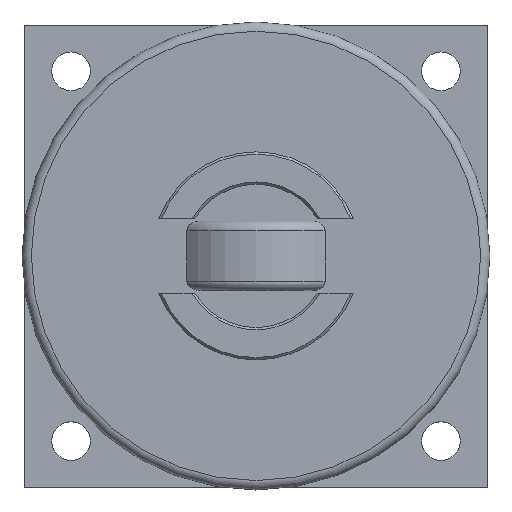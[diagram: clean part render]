
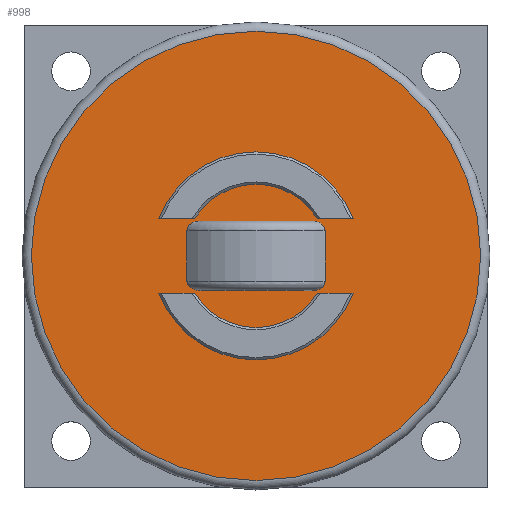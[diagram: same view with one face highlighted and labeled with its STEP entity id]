
A CAD part, top view. The second image highlights one B-rep face of the part: STEP entity #998.
In plain terms, the highlighted planar face has unit normal (0, 0, 1).
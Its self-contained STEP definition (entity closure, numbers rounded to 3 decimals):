
#54=B_SPLINE_CURVE_WITH_KNOTS('',3,(#1590,#1591,#1592,#1593,#1594,#1595,
#1596,#1597,#1598,#1599),.UNSPECIFIED.,.F.,.F.,(4,2,2,2,4),(0.,0.067,
0.144,0.24,0.36),.UNSPECIFIED.);
#55=B_SPLINE_CURVE_WITH_KNOTS('',3,(#1602,#1603,#1604,#1605,#1606,#1607,
#1608,#1609,#1610,#1611),.UNSPECIFIED.,.F.,.F.,(4,2,2,2,4),(-0.36,
-0.24,-0.144,-0.067,0.),
 .UNSPECIFIED.);
#56=B_SPLINE_CURVE_WITH_KNOTS('',3,(#1629,#1630,#1631,#1632,#1633,#1634,
#1635,#1636,#1637,#1638),.UNSPECIFIED.,.F.,.F.,(4,2,2,2,4),(-0.36,
-0.24,-0.144,-0.067,0.),
 .UNSPECIFIED.);
#57=B_SPLINE_CURVE_WITH_KNOTS('',3,(#1639,#1640,#1641,#1642,#1643,#1644,
#1645,#1646,#1647,#1648),.UNSPECIFIED.,.F.,.F.,(4,2,2,2,4),(0.,0.067,
0.144,0.24,0.36),.UNSPECIFIED.);
#61=FACE_BOUND('',#148,.T.);
#62=FACE_BOUND('',#149,.T.);
#63=FACE_BOUND('',#150,.T.);
#90=FACE_OUTER_BOUND('',#147,.T.);
#147=EDGE_LOOP('',(#730,#731));
#148=EDGE_LOOP('',(#732,#733,#734,#735,#736,#737,#738,#739));
#149=EDGE_LOOP('',(#740,#741,#742,#743));
#150=EDGE_LOOP('',(#744,#745,#746,#747));
#218=CIRCLE('',#1091,48.6);
#219=CIRCLE('',#1092,48.6);
#220=CIRCLE('',#1093,15.5);
#221=CIRCLE('',#1094,22.5);
#222=CIRCLE('',#1095,15.5);
#223=CIRCLE('',#1096,22.5);
#281=LINE('',#1586,#350);
#282=LINE('',#1618,#351);
#283=LINE('',#1622,#352);
#284=LINE('',#1625,#353);
#285=LINE('',#1660,#354);
#286=LINE('',#1664,#355);
#287=LINE('',#1668,#356);
#288=LINE('',#1672,#357);
#350=VECTOR('',#1226,10.);
#351=VECTOR('',#1241,10.);
#352=VECTOR('',#1246,10.);
#353=VECTOR('',#1249,10.);
#354=VECTOR('',#1270,10.);
#355=VECTOR('',#1273,10.);
#356=VECTOR('',#1276,10.);
#357=VECTOR('',#1279,10.);
#429=VERTEX_POINT('',#1584);
#430=VERTEX_POINT('',#1585);
#431=VERTEX_POINT('',#1589);
#432=VERTEX_POINT('',#1600);
#433=VERTEX_POINT('',#1616);
#434=VERTEX_POINT('',#1617);
#435=VERTEX_POINT('',#1621);
#436=VERTEX_POINT('',#1623);
#437=VERTEX_POINT('',#1654);
#438=VERTEX_POINT('',#1655);
#439=VERTEX_POINT('',#1658);
#440=VERTEX_POINT('',#1659);
#441=VERTEX_POINT('',#1661);
#442=VERTEX_POINT('',#1663);
#443=VERTEX_POINT('',#1666);
#444=VERTEX_POINT('',#1667);
#445=VERTEX_POINT('',#1669);
#446=VERTEX_POINT('',#1671);
#536=EDGE_CURVE('',#429,#430,#281,.T.);
#538=EDGE_CURVE('',#431,#429,#54,.T.);
#540=EDGE_CURVE('',#430,#432,#55,.T.);
#543=EDGE_CURVE('',#433,#434,#282,.T.);
#545=EDGE_CURVE('',#435,#431,#283,.T.);
#547=EDGE_CURVE('',#432,#436,#284,.T.);
#549=EDGE_CURVE('',#434,#435,#56,.T.);
#550=EDGE_CURVE('',#436,#433,#57,.T.);
#552=EDGE_CURVE('',#437,#438,#218,.T.);
#553=EDGE_CURVE('',#438,#437,#219,.T.);
#554=EDGE_CURVE('',#439,#440,#285,.T.);
#555=EDGE_CURVE('',#441,#439,#220,.T.);
#556=EDGE_CURVE('',#442,#441,#286,.T.);
#557=EDGE_CURVE('',#440,#442,#221,.T.);
#558=EDGE_CURVE('',#443,#444,#287,.T.);
#559=EDGE_CURVE('',#445,#443,#222,.T.);
#560=EDGE_CURVE('',#446,#445,#288,.T.);
#561=EDGE_CURVE('',#444,#446,#223,.T.);
#730=ORIENTED_EDGE('',*,*,#552,.F.);
#731=ORIENTED_EDGE('',*,*,#553,.F.);
#732=ORIENTED_EDGE('',*,*,#536,.T.);
#733=ORIENTED_EDGE('',*,*,#540,.T.);
#734=ORIENTED_EDGE('',*,*,#547,.T.);
#735=ORIENTED_EDGE('',*,*,#550,.T.);
#736=ORIENTED_EDGE('',*,*,#543,.T.);
#737=ORIENTED_EDGE('',*,*,#549,.T.);
#738=ORIENTED_EDGE('',*,*,#545,.T.);
#739=ORIENTED_EDGE('',*,*,#538,.T.);
#740=ORIENTED_EDGE('',*,*,#554,.F.);
#741=ORIENTED_EDGE('',*,*,#555,.F.);
#742=ORIENTED_EDGE('',*,*,#556,.F.);
#743=ORIENTED_EDGE('',*,*,#557,.F.);
#744=ORIENTED_EDGE('',*,*,#558,.F.);
#745=ORIENTED_EDGE('',*,*,#559,.F.);
#746=ORIENTED_EDGE('',*,*,#560,.F.);
#747=ORIENTED_EDGE('',*,*,#561,.F.);
#963=PLANE('',#1090);
#998=ADVANCED_FACE('',(#90,#61,#62,#63),#963,.T.);
#1090=AXIS2_PLACEMENT_3D('',#1653,#1264,#1265);
#1091=AXIS2_PLACEMENT_3D('',#1656,#1266,#1267);
#1092=AXIS2_PLACEMENT_3D('',#1657,#1268,#1269);
#1093=AXIS2_PLACEMENT_3D('',#1662,#1271,#1272);
#1094=AXIS2_PLACEMENT_3D('',#1665,#1274,#1275);
#1095=AXIS2_PLACEMENT_3D('',#1670,#1277,#1278);
#1096=AXIS2_PLACEMENT_3D('',#1673,#1280,#1281);
#1226=DIRECTION('',(-1.,0.,0.));
#1241=DIRECTION('',(1.,0.,0.));
#1246=DIRECTION('',(0.,-1.,0.));
#1249=DIRECTION('',(0.,1.,0.));
#1264=DIRECTION('center_axis',(0.,0.,
1.));
#1265=DIRECTION('ref_axis',(-1.,0.,0.));
#1266=DIRECTION('center_axis',(0.,0.,
-1.));
#1267=DIRECTION('ref_axis',(0.,1.,0.));
#1268=DIRECTION('center_axis',(0.,0.,
-1.));
#1269=DIRECTION('ref_axis',(0.,1.,0.));
#1270=DIRECTION('',(-1.,0.,0.));
#1271=DIRECTION('center_axis',(0.,0.,
-1.));
#1272=DIRECTION('ref_axis',(1.,0.,0.));
#1273=DIRECTION('',(-1.,0.,0.));
#1274=DIRECTION('center_axis',(0.,0.,
1.));
#1275=DIRECTION('ref_axis',(1.,0.,0.));
#1276=DIRECTION('',(1.,0.,0.));
#1277=DIRECTION('center_axis',(0.,0.,
-1.));
#1278=DIRECTION('ref_axis',(1.,0.,0.));
#1279=DIRECTION('',(1.,0.,0.));
#1280=DIRECTION('center_axis',(0.,0.,
1.));
#1281=DIRECTION('ref_axis',(1.,0.,0.));
#1584=CARTESIAN_POINT('',(12.129,-7.5,44.3));
#1585=CARTESIAN_POINT('',(-12.129,-7.5,44.3));
#1586=CARTESIAN_POINT('',(0.,-7.5,44.3));
#1589=CARTESIAN_POINT('',(14.937,-5.5,44.3));
#1590=CARTESIAN_POINT('Ctrl Pts',(14.937,-5.5,44.3));
#1591=CARTESIAN_POINT('Ctrl Pts',(14.937,-5.722,44.3));
#1592=CARTESIAN_POINT('Ctrl Pts',(14.874,-5.981,44.3));
#1593=CARTESIAN_POINT('Ctrl Pts',(14.664,-6.413,44.3));
#1594=CARTESIAN_POINT('Ctrl Pts',(14.465,-6.652,44.3));
#1595=CARTESIAN_POINT('Ctrl Pts',(14.022,-7.022,44.3));
#1596=CARTESIAN_POINT('Ctrl Pts',(13.684,-7.199,44.3));
#1597=CARTESIAN_POINT('Ctrl Pts',(13.004,-7.431,44.3));
#1598=CARTESIAN_POINT('Ctrl Pts',(12.529,-7.5,44.3));
#1599=CARTESIAN_POINT('Ctrl Pts',(12.129,-7.5,44.3));
#1600=CARTESIAN_POINT('',(-14.937,-5.5,44.3));
#1602=CARTESIAN_POINT('Ctrl Pts',(-12.129,-7.5,44.3));
#1603=CARTESIAN_POINT('Ctrl Pts',(-12.529,-7.5,44.3));
#1604=CARTESIAN_POINT('Ctrl Pts',(-13.004,-7.431,44.3));
#1605=CARTESIAN_POINT('Ctrl Pts',(-13.684,-7.199,44.3));
#1606=CARTESIAN_POINT('Ctrl Pts',(-14.022,-7.022,44.3));
#1607=CARTESIAN_POINT('Ctrl Pts',(-14.465,-6.652,44.3));
#1608=CARTESIAN_POINT('Ctrl Pts',(-14.664,-6.413,44.3));
#1609=CARTESIAN_POINT('Ctrl Pts',(-14.874,-5.981,44.3));
#1610=CARTESIAN_POINT('Ctrl Pts',(-14.937,-5.722,44.3));
#1611=CARTESIAN_POINT('Ctrl Pts',(-14.937,-5.5,44.3));
#1616=CARTESIAN_POINT('',(-12.129,7.5,44.3));
#1617=CARTESIAN_POINT('',(12.129,7.5,44.3));
#1618=CARTESIAN_POINT('',(0.,7.5,44.3));
#1621=CARTESIAN_POINT('',(14.937,5.5,44.3));
#1622=CARTESIAN_POINT('',(14.937,0.,44.3));
#1623=CARTESIAN_POINT('',(-14.937,5.5,44.3));
#1625=CARTESIAN_POINT('',(-14.937,0.,44.3));
#1629=CARTESIAN_POINT('Ctrl Pts',(12.129,7.5,44.3));
#1630=CARTESIAN_POINT('Ctrl Pts',(12.529,7.5,44.3));
#1631=CARTESIAN_POINT('Ctrl Pts',(13.004,7.431,44.3));
#1632=CARTESIAN_POINT('Ctrl Pts',(13.684,7.199,44.3));
#1633=CARTESIAN_POINT('Ctrl Pts',(14.022,7.022,44.3));
#1634=CARTESIAN_POINT('Ctrl Pts',(14.465,6.652,44.3));
#1635=CARTESIAN_POINT('Ctrl Pts',(14.664,6.413,44.3));
#1636=CARTESIAN_POINT('Ctrl Pts',(14.874,5.981,44.3));
#1637=CARTESIAN_POINT('Ctrl Pts',(14.937,5.722,44.3));
#1638=CARTESIAN_POINT('Ctrl Pts',(14.937,5.5,44.3));
#1639=CARTESIAN_POINT('Ctrl Pts',(-14.937,5.5,44.3));
#1640=CARTESIAN_POINT('Ctrl Pts',(-14.937,5.722,44.3));
#1641=CARTESIAN_POINT('Ctrl Pts',(-14.874,5.981,44.3));
#1642=CARTESIAN_POINT('Ctrl Pts',(-14.664,6.413,44.3));
#1643=CARTESIAN_POINT('Ctrl Pts',(-14.465,6.652,44.3));
#1644=CARTESIAN_POINT('Ctrl Pts',(-14.022,7.022,44.3));
#1645=CARTESIAN_POINT('Ctrl Pts',(-13.684,7.199,44.3));
#1646=CARTESIAN_POINT('Ctrl Pts',(-13.004,7.431,44.3));
#1647=CARTESIAN_POINT('Ctrl Pts',(-12.529,7.5,44.3));
#1648=CARTESIAN_POINT('Ctrl Pts',(-12.129,7.5,44.3));
#1653=CARTESIAN_POINT('Origin',(0.,-46.55,44.3));
#1654=CARTESIAN_POINT('',(0.,-48.6,44.3));
#1655=CARTESIAN_POINT('',(48.6,0.,44.3));
#1656=CARTESIAN_POINT('Origin',(0.,0.,
44.3));
#1657=CARTESIAN_POINT('Origin',(0.,0.,
44.3));
#1658=CARTESIAN_POINT('',(-13.215,-8.1,44.3));
#1659=CARTESIAN_POINT('',(-20.991,-8.1,44.3));
#1660=CARTESIAN_POINT('',(19.984,-8.1,44.3));
#1661=CARTESIAN_POINT('',(13.215,-8.1,44.3));
#1662=CARTESIAN_POINT('Origin',(0.,0.,
44.3));
#1663=CARTESIAN_POINT('',(20.991,-8.1,44.3));
#1664=CARTESIAN_POINT('',(19.984,-8.1,44.3));
#1665=CARTESIAN_POINT('Origin',(0.,0.,
44.3));
#1666=CARTESIAN_POINT('',(13.215,8.1,44.3));
#1667=CARTESIAN_POINT('',(20.991,8.1,44.3));
#1668=CARTESIAN_POINT('',(-19.984,8.1,44.3));
#1669=CARTESIAN_POINT('',(-13.215,8.1,44.3));
#1670=CARTESIAN_POINT('Origin',(0.,0.,
44.3));
#1671=CARTESIAN_POINT('',(-20.991,8.1,44.3));
#1672=CARTESIAN_POINT('',(-19.984,8.1,44.3));
#1673=CARTESIAN_POINT('Origin',(0.,0.,
44.3));
